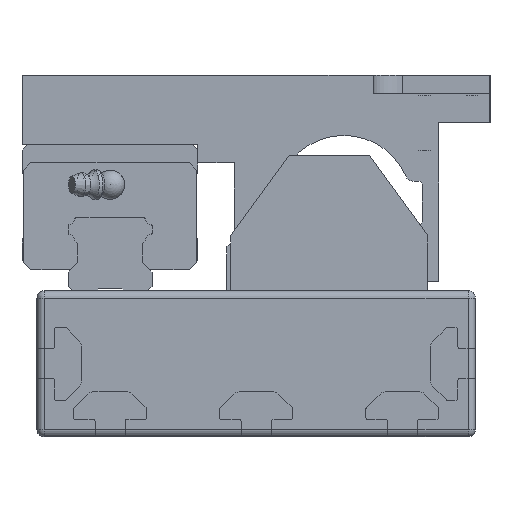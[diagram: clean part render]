
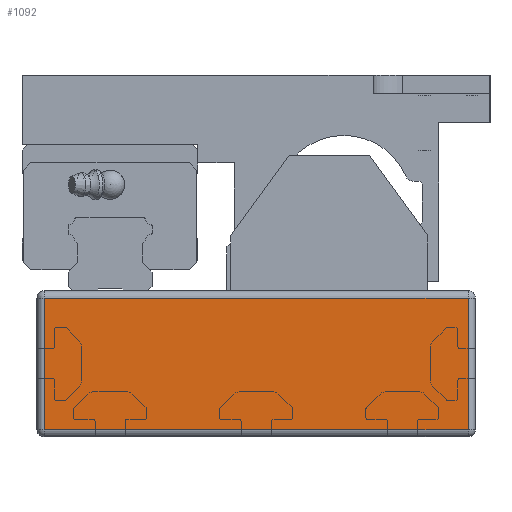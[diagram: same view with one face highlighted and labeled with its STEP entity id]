
A CAD part, left-side view. The second image highlights one B-rep face of the part: STEP entity #1092.
In plain terms, the highlighted planar face has unit normal (-1, 0, 0).
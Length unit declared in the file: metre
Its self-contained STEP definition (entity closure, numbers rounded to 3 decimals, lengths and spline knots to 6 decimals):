
#1092 = ADVANCED_FACE( '', ( #2324 ), #2325, .T. );
#2324 = FACE_OUTER_BOUND( '', #3733, .T. );
#2325 = PLANE( '', #3734 );
#3733 = EDGE_LOOP( '', ( #6825, #6826, #6827, #6828 ) );
#3734 = AXIS2_PLACEMENT_3D( '', #6829, #6830, #6831 );
#6825 = ORIENTED_EDGE( '', *, *, #8215, .F. );
#6826 = ORIENTED_EDGE( '', *, *, #8402, .F. );
#6827 = ORIENTED_EDGE( '', *, *, #8825, .F. );
#6828 = ORIENTED_EDGE( '', *, *, #8250, .F. );
#6829 = CARTESIAN_POINT( '', ( -0.72, 0.058, 0.038 ) );
#6830 = DIRECTION( '', ( -1., 0., 0. ) );
#6831 = DIRECTION( '', ( 0., 0., 1. ) );
#8215 = EDGE_CURVE( '', #10047, #9800, #10050, .T. );
#8250 = EDGE_CURVE( '', #9800, #10102, #10103, .T. );
#8402 = EDGE_CURVE( '', #9116, #10047, #10332, .T. );
#8825 = EDGE_CURVE( '', #10102, #9116, #10867, .T. );
#9116 = VERTEX_POINT( '', #11273 );
#9800 = VERTEX_POINT( '', #12208 );
#10047 = VERTEX_POINT( '', #12543 );
#10050 = LINE( '', #12546, #12547 );
#10102 = VERTEX_POINT( '', #12612 );
#10103 = LINE( '', #12613, #12614 );
#10332 = LINE( '', #12928, #12929 );
#10867 = LINE( '', #13668, #13669 );
#11273 = CARTESIAN_POINT( '', ( -0.72, -0.058, 0.002 ) );
#12208 = CARTESIAN_POINT( '', ( -0.72, 0.058, 0.038 ) );
#12543 = CARTESIAN_POINT( '', ( -0.72, 0.058, 0.002 ) );
#12546 = CARTESIAN_POINT( '', ( -0.72, 0.058, 0.038 ) );
#12547 = VECTOR( '', #14692, 1. );
#12612 = CARTESIAN_POINT( '', ( -0.72, -0.058, 0.038 ) );
#12613 = CARTESIAN_POINT( '', ( -0.72, -0.058, 0.038 ) );
#12614 = VECTOR( '', #14736, 1. );
#12928 = CARTESIAN_POINT( '', ( -0.72, 0.058, 0.002 ) );
#12929 = VECTOR( '', #14909, 1. );
#13668 = CARTESIAN_POINT( '', ( -0.72, -0.058, 0.002 ) );
#13669 = VECTOR( '', #15324, 1. );
#14692 = DIRECTION( '', ( 0., 0., 1. ) );
#14736 = DIRECTION( '', ( 0., -1., 0. ) );
#14909 = DIRECTION( '', ( 0., 1., 0. ) );
#15324 = DIRECTION( '', ( 0., 0., -1. ) );
